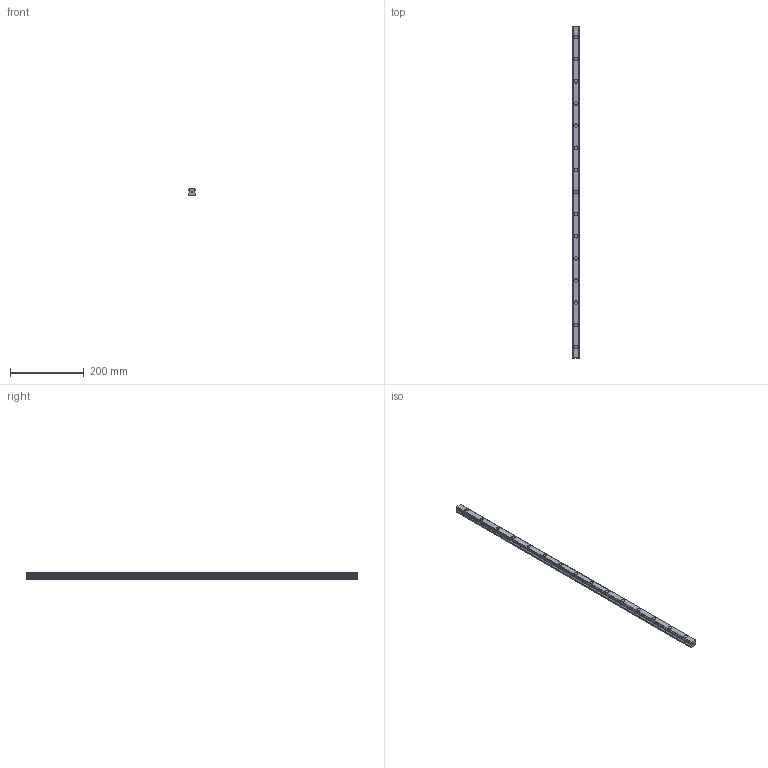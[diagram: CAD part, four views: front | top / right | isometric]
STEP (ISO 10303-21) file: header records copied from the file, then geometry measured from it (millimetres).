
FILE_DESCRIPTION(('STEP AP214'),'1');
FILE_NAME('cctmp_C58709FC-48CB-4D72-A20A-72046685737E_2020_5_18_12_49_6_519..stp','2020-05-18T10:49:06',('HIWIN GmbH'),('CADClick - www.CADClick.com'),'Spatial InterOp 3D',' ','unknown authorization');
FILE_SCHEMA(('AUTOMOTIVE_DESIGN'));
Length unit declared in the file: millimetre
Products named in the file (1): HGR20R900H_FILE
Bounding box: 20 x 900 x 17.5 mm (x, y, z)
Volume: 257300.5 mm3; surface area: 76735.9 mm2
Topology: 1 solids, 1 shells, 242 faces, 573 edges, 382 vertices
Faces by surface type: plane 130, cylinder 112
Entity records: 9001 total; most frequent: DIRECTION 1283, CARTESIAN_POINT 1198, ORIENTED_EDGE 1146, EDGE_CURVE 573, AXIS2_PLACEMENT_3D 467, VERTEX_POINT 382, LINE 349, VECTOR 349
